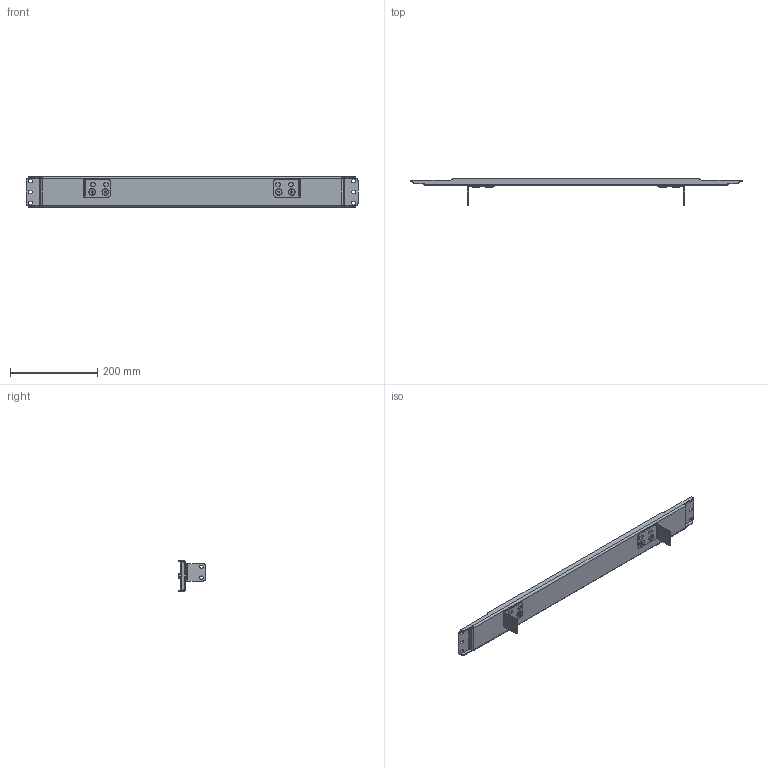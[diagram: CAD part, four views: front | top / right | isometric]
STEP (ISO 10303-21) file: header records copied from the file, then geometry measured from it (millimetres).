
FILE_DESCRIPTION (( 'STEP AP214' ), '1' );
FILE_NAME ('992.801.STEP', '2024-10-17T06:09:46', ( '' ), ( '' ), 'SwSTEP 2.0', 'SolidWorks 2021', '' );
FILE_SCHEMA (( 'AUTOMOTIVE_DESIGN' ));
Length unit declared in the file: millimetre
Products named in the file (5): 992.801-02; Âèíò Ì6õ16 ìåáåëüíûé; 992.801-01; Çàêëåïêà ðåçüáîâàÿ Ì8 øåñòèãðàííàÿ ñ óìåíüøåííûì áîðòîì; 992.801
Assembly tree (11 placements, depth 2):
  992.801
    992.801-01
    992.801-02  x2
    Çàêëåïêà ðåçüáîâàÿ Ì8 øåñòèãðàííàÿ ñ óìåíüøåííûì áîðòîì  x4
    Âèíò Ì6õ16 ìåáåëüíûé  x4
Bounding box: 760 x 63 x 69 mm (x, y, z)
Volume: 162156.2 mm3; surface area: 170567.1 mm2
Topology: 11 solids, 11 shells, 662 faces, 1704 edges, 1068 vertices
Faces by surface type: cylinder 308, plane 266, cone 56, bspline 24, torus 8
Entity records: 12496 total; most frequent: CARTESIAN_POINT 5487, ORIENTED_EDGE 1464, DIRECTION 1366, EDGE_CURVE 732, VECTOR 460, LINE 460, VERTEX_POINT 459, AXIS2_PLACEMENT_3D 453
